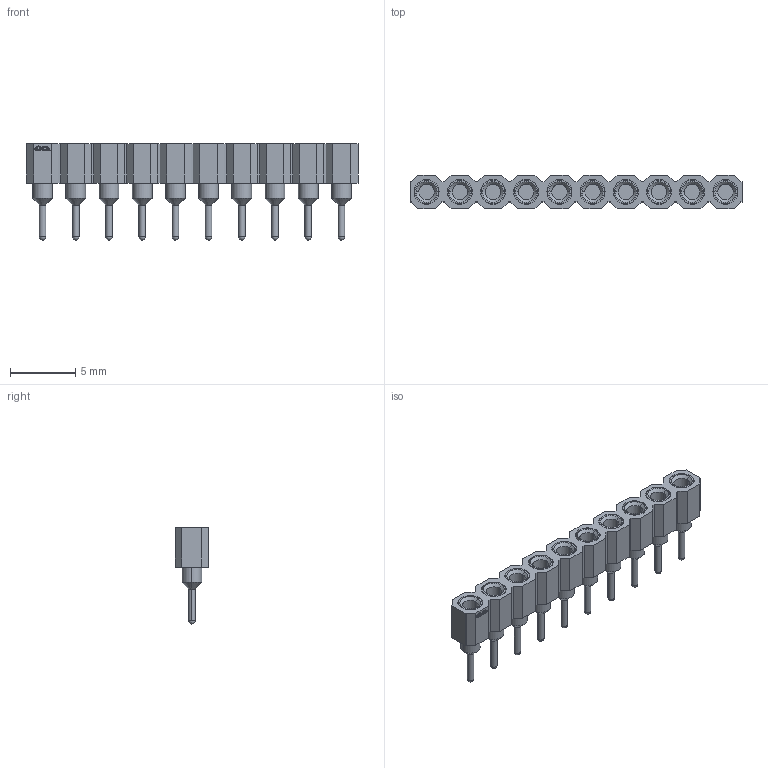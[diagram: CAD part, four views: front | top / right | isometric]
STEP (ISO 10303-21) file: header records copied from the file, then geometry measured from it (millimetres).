
FILE_DESCRIPTION (( 'STEP AP214' ), '1' );
FILE_NAME ('HDR-TH_10P-P2.54_MF254V-11-10-0743.STEP', '2023-05-26T07:23:17', ( '' ), ( '' ), 'SwSTEP 2.0', 'SolidWorks 2019', '' );
FILE_SCHEMA (( 'AUTOMOTIVE_DESIGN' ));
Length unit declared in the file: millimetre
Products named in the file (4): H1; HDR-TH_10P-P2.54_MF254V-11-10-0743; SOLID
Assembly tree (3 placements, depth 4):
  HDR-TH_10P-P2.54_MF254V-11-10-0743
    H1
      HDR-TH_10P-P2.54_MF254V-11-10-0743
        SOLID
Bounding box: 25.4 x 2.55 x 7.37 mm (x, y, z)
Volume: 160.6 mm3; surface area: 601.8 mm2
Topology: 1 solids, 1 shells, 486 faces, 1235 edges, 790 vertices
Faces by surface type: plane 238, bspline 108, cylinder 100, cone 40
Entity records: 21191 total; most frequent: CARTESIAN_POINT 5001, ORIENTED_EDGE 2430, DIRECTION 1817, EDGE_CURVE 1215, VERTEX_POINT 790, LINE 645, VECTOR 645, AXIS2_PLACEMENT_3D 586
